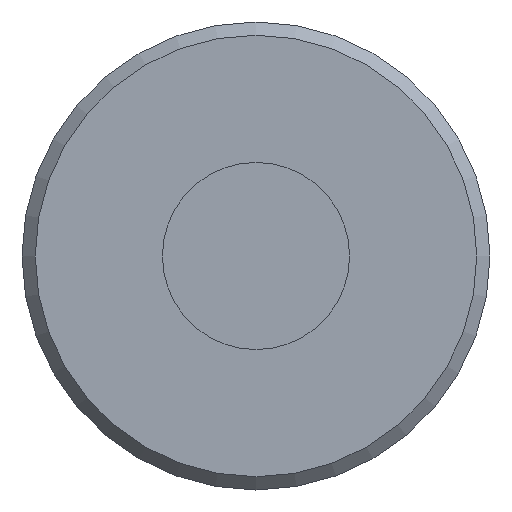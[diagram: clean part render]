
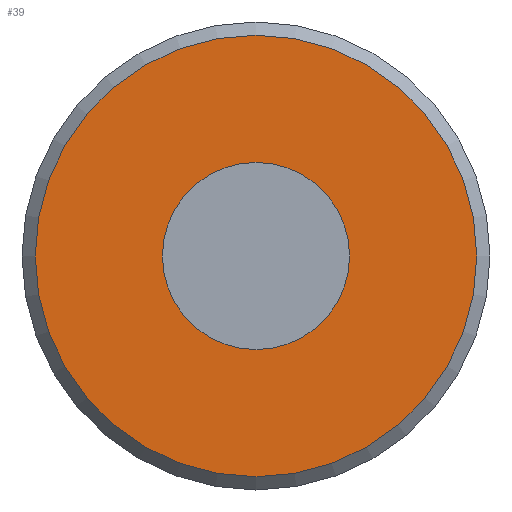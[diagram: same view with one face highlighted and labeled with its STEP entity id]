
A CAD part, front view. The second image highlights one B-rep face of the part: STEP entity #39.
In plain terms, the highlighted planar face has unit normal (0, -1, 0).
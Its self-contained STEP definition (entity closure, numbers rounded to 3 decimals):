
#39 = ADVANCED_FACE( '', ( #86, #87 ), #88, .F. );
#86 = FACE_BOUND( '', #152, .T. );
#87 = FACE_OUTER_BOUND( '', #153, .T. );
#88 = PLANE( '', #154 );
#152 = EDGE_LOOP( '', ( #212 ) );
#153 = EDGE_LOOP( '', ( #213 ) );
#154 = AXIS2_PLACEMENT_3D( '', #214, #215, #216 );
#212 = ORIENTED_EDGE( '', *, *, #301, .F. );
#213 = ORIENTED_EDGE( '', *, *, #302, .T. );
#214 = CARTESIAN_POINT( '', ( 11.793, -13., 0. ) );
#215 = DIRECTION( '', ( 0., 1., 0. ) );
#216 = DIRECTION( '', ( -1., 0., 0. ) );
#301 = EDGE_CURVE( '', #331, #331, #332, .T. );
#302 = EDGE_CURVE( '', #333, #333, #334, .T. );
#331 = VERTEX_POINT( '', #374 );
#332 = CIRCLE( '', #375, 5. );
#333 = VERTEX_POINT( '', #376 );
#334 = CIRCLE( '', #377, 11.793 );
#374 = CARTESIAN_POINT( '', ( 5., -13., 0. ) );
#375 = AXIS2_PLACEMENT_3D( '', #416, #417, #418 );
#376 = CARTESIAN_POINT( '', ( 11.793, -13., 0. ) );
#377 = AXIS2_PLACEMENT_3D( '', #419, #420, #421 );
#416 = CARTESIAN_POINT( '', ( 0., -13., 0. ) );
#417 = DIRECTION( '', ( 0., -1., 0. ) );
#418 = DIRECTION( '', ( 1., 0., 0. ) );
#419 = CARTESIAN_POINT( '', ( 0., -13., 0. ) );
#420 = DIRECTION( '', ( 0., -1., 0. ) );
#421 = DIRECTION( '', ( 1., 0., 0. ) );
